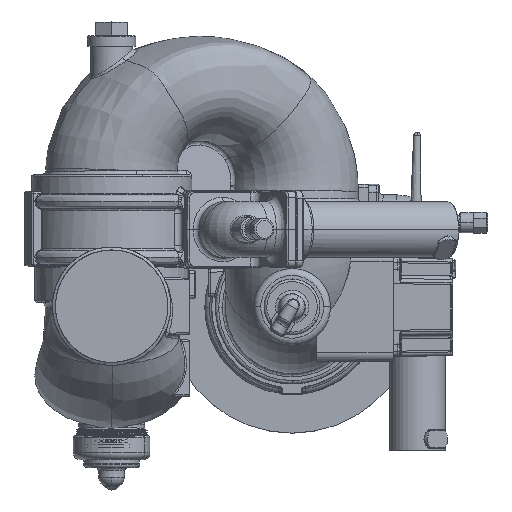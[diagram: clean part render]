
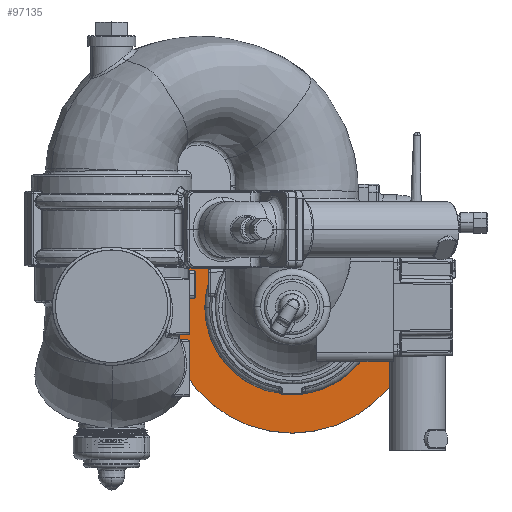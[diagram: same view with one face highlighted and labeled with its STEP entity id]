
A CAD part, top view. The second image highlights one B-rep face of the part: STEP entity #97135.
In plain terms, the highlighted planar face has unit normal (0, 0, 1).
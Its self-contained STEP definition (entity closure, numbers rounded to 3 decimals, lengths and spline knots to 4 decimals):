
#13511 = PLANE ( 'NONE',  #16348 ) ;
#13526 = CARTESIAN_POINT ( 'NONE',  ( 2.5625, 0., 0.75 ) ) ;
#13528 = DIRECTION ( 'NONE',  ( 0., 0., 1. ) ) ;
#13530 = DIRECTION ( 'NONE',  ( 1., 0., 0. ) ) ;
#16348 = AXIS2_PLACEMENT_3D ( 'NONE', #13526, #13528, #13530 ) ;
#30305 = ORIENTED_EDGE ( 'NONE', *, *, #109644, .F. ) ;
#30331 = ORIENTED_EDGE ( 'NONE', *, *, #100227, .T. ) ;
#30336 = ORIENTED_EDGE ( 'NONE', *, *, #109648, .F. ) ;
#30343 = ORIENTED_EDGE ( 'NONE', *, *, #100174, .T. ) ;
#43180 = CIRCLE ( 'NONE', #54051, 4.5 ) ;
#43233 = CIRCLE ( 'NONE', #54056, 4.5 ) ;
#54051 = AXIS2_PLACEMENT_3D ( 'NONE', #65952, #65976, #65977 ) ;
#54056 = AXIS2_PLACEMENT_3D ( 'NONE', #66145, #66146, #66147 ) ;
#54371 = AXIS2_PLACEMENT_3D ( 'NONE', #115341, #115345, #115346 ) ;
#54373 = AXIS2_PLACEMENT_3D ( 'NONE', #115337, #115342, #115343 ) ;
#65952 = CARTESIAN_POINT ( 'NONE',  ( 0., 0., 0.75 ) ) ;
#65976 = DIRECTION ( 'NONE',  ( 0., 0., 1. ) ) ;
#65977 = DIRECTION ( 'NONE',  ( 1., 0., 0. ) ) ;
#66145 = CARTESIAN_POINT ( 'NONE',  ( 0., 0., 0.75 ) ) ;
#66146 = DIRECTION ( 'NONE',  ( 0., 0., 1. ) ) ;
#66147 = DIRECTION ( 'NONE',  ( 1., 0., 0. ) ) ;
#74673 = CARTESIAN_POINT ( 'NONE',  ( -4.5, 0., 0.75 ) ) ;
#74674 = CARTESIAN_POINT ( 'NONE',  ( 4.5, 0., 0.75 ) ) ;
#74675 = CARTESIAN_POINT ( 'NONE',  ( 2.5625, 0., 0.75 ) ) ;
#74676 = CARTESIAN_POINT ( 'NONE',  ( -2.5625, 0., 0.75 ) ) ;
#77841 = VERTEX_POINT ( 'NONE', #74673 ) ;
#77843 = VERTEX_POINT ( 'NONE', #74674 ) ;
#77845 = VERTEX_POINT ( 'NONE', #74675 ) ;
#77847 = VERTEX_POINT ( 'NONE', #74676 ) ;
#89371 = FACE_OUTER_BOUND ( 'NONE', #98875, .T. ) ;
#89374 = FACE_BOUND ( 'NONE', #98905, .T. ) ;
#97135 = ADVANCED_FACE ( 'NONE', ( #89371, #89374 ), #13511, .T. ) ;
#98875 = EDGE_LOOP ( 'NONE', ( #30331, #30343 ) ) ;
#98905 = EDGE_LOOP ( 'NONE', ( #30305, #30336 ) ) ;
#100174 = EDGE_CURVE ( 'NONE', #77841, #77843, #43180, .T. ) ;
#100227 = EDGE_CURVE ( 'NONE', #77843, #77841, #43233, .T. ) ;
#103479 = CIRCLE ( 'NONE', #54373, 2.5625 ) ;
#103483 = CIRCLE ( 'NONE', #54371, 2.5625 ) ;
#109644 = EDGE_CURVE ( 'NONE', #77845, #77847, #103479, .T. ) ;
#109648 = EDGE_CURVE ( 'NONE', #77847, #77845, #103483, .T. ) ;
#115337 = CARTESIAN_POINT ( 'NONE',  ( 0., 0., 0.75 ) ) ;
#115341 = CARTESIAN_POINT ( 'NONE',  ( 0., 0., 0.75 ) ) ;
#115342 = DIRECTION ( 'NONE',  ( 0., 0., 1. ) ) ;
#115343 = DIRECTION ( 'NONE',  ( 1., 0., 0. ) ) ;
#115345 = DIRECTION ( 'NONE',  ( 0., 0., 1. ) ) ;
#115346 = DIRECTION ( 'NONE',  ( 1., 0., 0. ) ) ;
